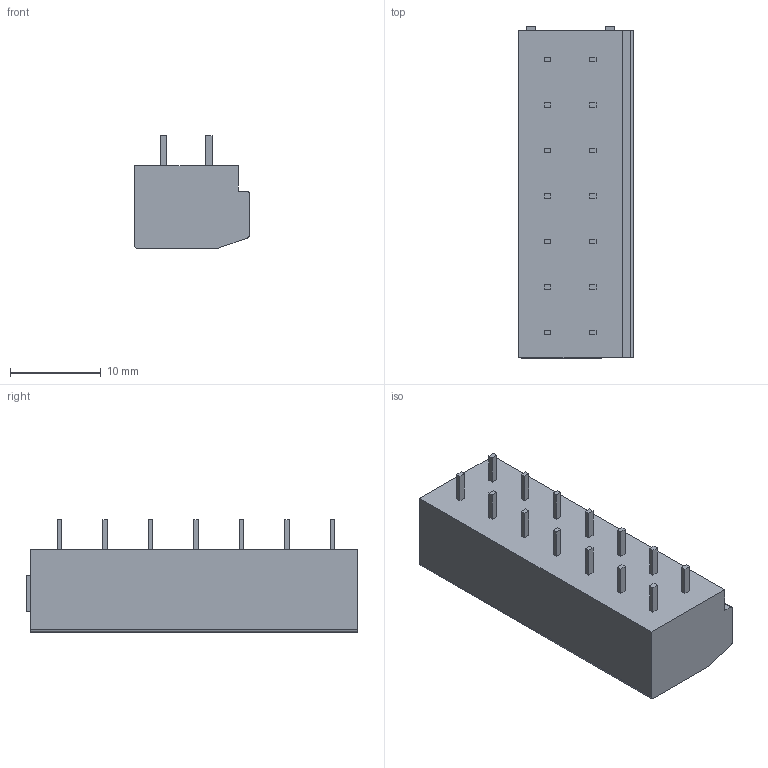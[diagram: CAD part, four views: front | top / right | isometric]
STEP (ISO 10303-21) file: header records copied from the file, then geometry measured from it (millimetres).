
FILE_DESCRIPTION((''),'2;1');
FILE_NAME('TLM-202R','2024-09-30T14:50:59',('tluser'),(''),'CREO PARAMETRIC BY PTC INC, 2018100','CREO PARAMETRIC BY PTC INC, 2018100','');
FILE_SCHEMA(('CONFIG_CONTROL_DESIGN'));
Length unit declared in the file: millimetre
Products named in the file (1): TLM-202R
Bounding box: 12.6 x 36.5 x 12.4 mm (x, y, z)
Volume: 3661.8 mm3; surface area: 2197.2 mm2
Topology: 1 solids, 1 shells, 246 faces, 586 edges, 372 vertices
Faces by surface type: plane 215, cylinder 17, cone 14
Entity records: 7108 total; most frequent: CARTESIAN_POINT 1428, ORIENTED_EDGE 1172, DIRECTION 1084, EDGE_CURVE 586, VECTOR 496, LINE 496, VERTEX_POINT 372, AXIS2_PLACEMENT_3D 294
